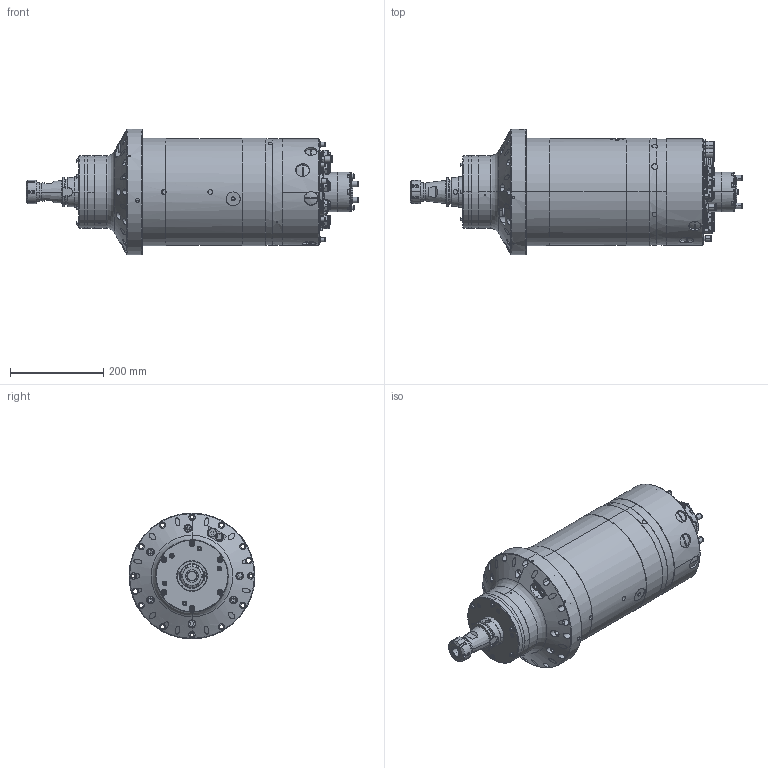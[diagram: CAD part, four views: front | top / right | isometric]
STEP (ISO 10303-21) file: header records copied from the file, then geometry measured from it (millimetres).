
FILE_DESCRIPTION (( 'STEP AP203' ), '1' );
FILE_NAME ('230AI20FHK-00F.STEP', '2016-02-12T06:57:38', ( '' ), ( '' ), 'SwSTEP 2.0', 'SolidWorks 2014', '' );
FILE_SCHEMA (( 'CONFIG_CONTROL_DESIGN' ));
Length unit declared in the file: millimetre
Products named in the file (1): 230AI20FHK-00F
Bounding box: 712.13 x 270 x 270 mm (x, y, z)
Surface area: 694162 mm2 (no closed solid volume)
Topology: 0 solids, 204 shells, 1849 faces, 5634 edges, 3960 vertices
Faces by surface type: cylinder 816, plane 673, cone 181, torus 145, sphere 22, bspline 12
Entity records: 71346 total; most frequent: CARTESIAN_POINT 20099, DIRECTION 11565, ORIENTED_EDGE 8989, EDGE_CURVE 5576, AXIS2_PLACEMENT_3D 4570, VERTEX_POINT 3942, CIRCLE 2732, VECTOR 2425
